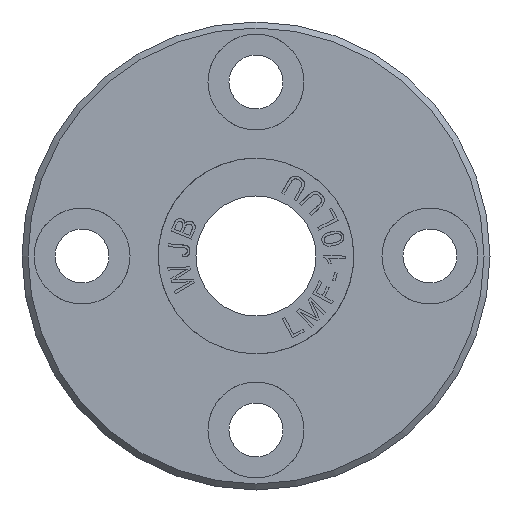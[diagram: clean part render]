
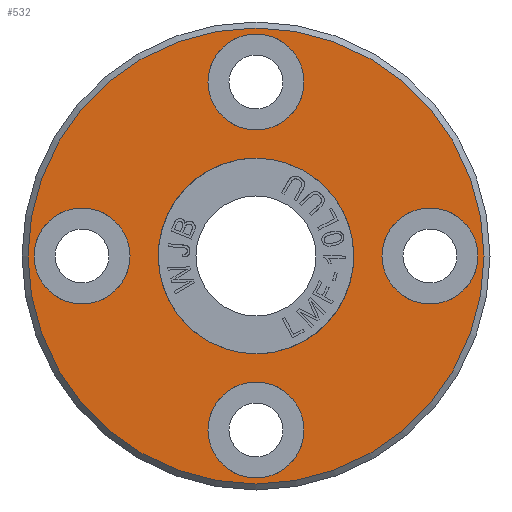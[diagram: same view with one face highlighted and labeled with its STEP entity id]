
A CAD part, left-side view. The second image highlights one B-rep face of the part: STEP entity #532.
In plain terms, the highlighted planar face has unit normal (-1, 0, 0).
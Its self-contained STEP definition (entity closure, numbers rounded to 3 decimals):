
#532=ADVANCED_FACE('',(#1610,#1611,#1612,#1613,#1614,#1615),#869,.T.);
#869=PLANE('',#6279);
#1119=CIRCLE('',#6278,19.);
#1220=B_SPLINE_CURVE_WITH_KNOTS('',3,(#9111,#9112,#9113,#9114,#9115,#9116,
#9117,#9118,#9119,#9120),.UNSPECIFIED.,.F.,.F.,(4,2,2,2,4),(0.,0.25,0.5,
0.75,1.),.UNSPECIFIED.);
#1221=B_SPLINE_CURVE_WITH_KNOTS('',3,(#9123,#9124,#9125,#9126,#9127,#9128,
#9129,#9130,#9131,#9132),.UNSPECIFIED.,.F.,.F.,(4,2,2,2,4),(0.,0.25,0.5,
0.75,1.),.UNSPECIFIED.);
#1222=B_SPLINE_CURVE_WITH_KNOTS('',3,(#9133,#9134,#9135,#9136,#9137,#9138,
#9139,#9140,#9141,#9142),.UNSPECIFIED.,.F.,.F.,(4,2,2,2,4),(0.,0.25,0.5,
0.75,1.),.UNSPECIFIED.);
#1223=B_SPLINE_CURVE_WITH_KNOTS('',3,(#9145,#9146,#9147,#9148,#9149,#9150,
#9151,#9152,#9153,#9154),.UNSPECIFIED.,.F.,.F.,(4,2,2,2,4),(0.,0.25,0.5,
0.75,1.),.UNSPECIFIED.);
#1224=B_SPLINE_CURVE_WITH_KNOTS('',3,(#9155,#9156,#9157,#9158,#9159,#9160,
#9161,#9162,#9163,#9164),.UNSPECIFIED.,.F.,.F.,(4,2,2,2,4),(0.,0.25,0.5,
0.75,1.),.UNSPECIFIED.);
#1225=B_SPLINE_CURVE_WITH_KNOTS('',3,(#9167,#9168,#9169,#9170,#9171,#9172,
#9173,#9174,#9175,#9176),.UNSPECIFIED.,.F.,.F.,(4,2,2,2,4),(0.,0.25,0.5,
0.75,1.),.UNSPECIFIED.);
#1226=B_SPLINE_CURVE_WITH_KNOTS('',3,(#9177,#9178,#9179,#9180,#9181,#9182,
#9183,#9184,#9185,#9186),.UNSPECIFIED.,.F.,.F.,(4,2,2,2,4),(0.,0.25,0.5,
0.75,1.),.UNSPECIFIED.);
#1227=B_SPLINE_CURVE_WITH_KNOTS('',3,(#9189,#9190,#9191,#9192,#9193,#9194,
#9195,#9196,#9197,#9198),.UNSPECIFIED.,.F.,.F.,(4,2,2,2,4),(0.,0.25,0.5,
0.75,1.),.UNSPECIFIED.);
#1228=B_SPLINE_CURVE_WITH_KNOTS('',3,(#9199,#9200,#9201,#9202,#9203,#9204,
#9205,#9206,#9207,#9208),.UNSPECIFIED.,.F.,.F.,(4,2,2,2,4),(0.,0.25,0.5,
0.75,1.),.UNSPECIFIED.);
#1229=B_SPLINE_CURVE_WITH_KNOTS('',3,(#9211,#9212,#9213,#9214,#9215,#9216,
#9217,#9218,#9219,#9220),.UNSPECIFIED.,.F.,.F.,(4,2,2,2,4),(0.,0.25,0.5,
0.75,1.),.UNSPECIFIED.);
#1610=FACE_BOUND('',#1721,.T.);
#1611=FACE_BOUND('',#1722,.T.);
#1612=FACE_BOUND('',#1723,.T.);
#1613=FACE_BOUND('',#1724,.T.);
#1614=FACE_BOUND('',#1725,.T.);
#1615=FACE_BOUND('',#1726,.T.);
#1721=EDGE_LOOP('',(#2350));
#1722=EDGE_LOOP('',(#2351,#2352));
#1723=EDGE_LOOP('',(#2353,#2354));
#1724=EDGE_LOOP('',(#2355,#2356));
#1725=EDGE_LOOP('',(#2357,#2358));
#1726=EDGE_LOOP('',(#2359,#2360));
#2350=ORIENTED_EDGE('',*,*,#4651,.T.);
#2351=ORIENTED_EDGE('',*,*,#4652,.T.);
#2352=ORIENTED_EDGE('',*,*,#4653,.T.);
#2353=ORIENTED_EDGE('',*,*,#4654,.F.);
#2354=ORIENTED_EDGE('',*,*,#4655,.F.);
#2355=ORIENTED_EDGE('',*,*,#4656,.F.);
#2356=ORIENTED_EDGE('',*,*,#4657,.F.);
#2357=ORIENTED_EDGE('',*,*,#4658,.F.);
#2358=ORIENTED_EDGE('',*,*,#4659,.F.);
#2359=ORIENTED_EDGE('',*,*,#4660,.F.);
#2360=ORIENTED_EDGE('',*,*,#4661,.F.);
#4062=VERTEX_POINT('',#9110);
#4063=VERTEX_POINT('',#9121);
#4064=VERTEX_POINT('',#9122);
#4065=VERTEX_POINT('',#9143);
#4066=VERTEX_POINT('',#9144);
#4067=VERTEX_POINT('',#9165);
#4068=VERTEX_POINT('',#9166);
#4069=VERTEX_POINT('',#9187);
#4070=VERTEX_POINT('',#9188);
#4071=VERTEX_POINT('',#9209);
#4072=VERTEX_POINT('',#9210);
#4651=EDGE_CURVE('',#4062,#4062,#1119,.T.);
#4652=EDGE_CURVE('',#4063,#4064,#1220,.T.);
#4653=EDGE_CURVE('',#4064,#4063,#1221,.T.);
#4654=EDGE_CURVE('',#4065,#4066,#1222,.T.);
#4655=EDGE_CURVE('',#4066,#4065,#1223,.T.);
#4656=EDGE_CURVE('',#4067,#4068,#1224,.T.);
#4657=EDGE_CURVE('',#4068,#4067,#1225,.T.);
#4658=EDGE_CURVE('',#4069,#4070,#1226,.T.);
#4659=EDGE_CURVE('',#4070,#4069,#1227,.T.);
#4660=EDGE_CURVE('',#4071,#4072,#1228,.T.);
#4661=EDGE_CURVE('',#4072,#4071,#1229,.T.);
#6278=AXIS2_PLACEMENT_3D('',#9109,#6792,#6793);
#6279=AXIS2_PLACEMENT_3D('',#9221,#6794,#6795);
#6792=DIRECTION('',(-1.,0.,0.));
#6793=DIRECTION('',(0.,0.,1.));
#6794=DIRECTION('',(-1.,0.,0.));
#6795=DIRECTION('',(0.,0.,1.));
#9109=CARTESIAN_POINT('',(0.,0.,0.));
#9110=CARTESIAN_POINT('',(0.,0.,19.));
#9111=CARTESIAN_POINT('',(0.,0.,-8.15));
#9112=CARTESIAN_POINT('',(0.,2.141,-8.15));
#9113=CARTESIAN_POINT('',(0.,4.25,-7.275));
#9114=CARTESIAN_POINT('',(0.,7.276,-4.25));
#9115=CARTESIAN_POINT('',(0.,8.15,-2.139));
#9116=CARTESIAN_POINT('',(0.,8.15,2.139));
#9117=CARTESIAN_POINT('',(0.,7.275,4.25));
#9118=CARTESIAN_POINT('',(0.,4.25,7.276));
#9119=CARTESIAN_POINT('',(0.,2.143,8.15));
#9120=CARTESIAN_POINT('',(0.,0.,8.15));
#9121=CARTESIAN_POINT('',(0.,0.,-8.15));
#9122=CARTESIAN_POINT('',(0.,0.,8.15));
#9123=CARTESIAN_POINT('',(0.,0.,8.15));
#9124=CARTESIAN_POINT('',(0.,-2.141,8.15));
#9125=CARTESIAN_POINT('',(0.,-4.25,7.275));
#9126=CARTESIAN_POINT('',(0.,-7.276,4.25));
#9127=CARTESIAN_POINT('',(0.,-8.15,2.139));
#9128=CARTESIAN_POINT('',(0.,-8.15,-2.139));
#9129=CARTESIAN_POINT('',(0.,-7.275,-4.25));
#9130=CARTESIAN_POINT('',(0.,-4.25,-7.276));
#9131=CARTESIAN_POINT('',(0.,-2.143,-8.15));
#9132=CARTESIAN_POINT('',(0.,0.,-8.15));
#9133=CARTESIAN_POINT('',(0.,10.5,0.));
#9134=CARTESIAN_POINT('',(0.,10.5,1.047));
#9135=CARTESIAN_POINT('',(0.,10.931,2.088));
#9136=CARTESIAN_POINT('',(0.,12.412,3.569));
#9137=CARTESIAN_POINT('',(0.,13.453,4.));
#9138=CARTESIAN_POINT('',(0.,15.547,4.));
#9139=CARTESIAN_POINT('',(0.,16.588,3.569));
#9140=CARTESIAN_POINT('',(0.,18.069,2.088));
#9141=CARTESIAN_POINT('',(0.,18.5,1.047));
#9142=CARTESIAN_POINT('',(0.,18.5,0.));
#9143=CARTESIAN_POINT('',(0.,10.5,0.));
#9144=CARTESIAN_POINT('',(0.,18.5,0.));
#9145=CARTESIAN_POINT('',(0.,18.5,0.));
#9146=CARTESIAN_POINT('',(0.,18.5,-1.047));
#9147=CARTESIAN_POINT('',(0.,18.069,-2.088));
#9148=CARTESIAN_POINT('',(0.,16.588,-3.569));
#9149=CARTESIAN_POINT('',(0.,15.547,-4.));
#9150=CARTESIAN_POINT('',(0.,13.453,-4.));
#9151=CARTESIAN_POINT('',(0.,12.412,-3.569));
#9152=CARTESIAN_POINT('',(0.,10.931,-2.088));
#9153=CARTESIAN_POINT('',(0.,10.5,-1.047));
#9154=CARTESIAN_POINT('',(0.,10.5,0.));
#9155=CARTESIAN_POINT('',(0.,-18.5,0.));
#9156=CARTESIAN_POINT('',(0.,-18.5,1.047));
#9157=CARTESIAN_POINT('',(0.,-18.069,2.088));
#9158=CARTESIAN_POINT('',(0.,-16.588,3.569));
#9159=CARTESIAN_POINT('',(0.,-15.547,4.));
#9160=CARTESIAN_POINT('',(0.,-13.453,4.));
#9161=CARTESIAN_POINT('',(0.,-12.412,3.569));
#9162=CARTESIAN_POINT('',(0.,-10.931,2.088));
#9163=CARTESIAN_POINT('',(0.,-10.5,1.047));
#9164=CARTESIAN_POINT('',(0.,-10.5,0.));
#9165=CARTESIAN_POINT('',(0.,-18.5,0.));
#9166=CARTESIAN_POINT('',(0.,-10.5,0.));
#9167=CARTESIAN_POINT('',(0.,-10.5,0.));
#9168=CARTESIAN_POINT('',(0.,-10.5,-1.047));
#9169=CARTESIAN_POINT('',(0.,-10.931,-2.088));
#9170=CARTESIAN_POINT('',(0.,-12.412,-3.569));
#9171=CARTESIAN_POINT('',(0.,-13.453,-4.));
#9172=CARTESIAN_POINT('',(0.,-15.547,-4.));
#9173=CARTESIAN_POINT('',(0.,-16.588,-3.569));
#9174=CARTESIAN_POINT('',(0.,-18.069,-2.088));
#9175=CARTESIAN_POINT('',(0.,-18.5,-1.047));
#9176=CARTESIAN_POINT('',(0.,-18.5,0.));
#9177=CARTESIAN_POINT('',(0.,-4.,14.5));
#9178=CARTESIAN_POINT('',(0.,-4.,15.547));
#9179=CARTESIAN_POINT('',(0.,-3.569,16.588));
#9180=CARTESIAN_POINT('',(0.,-2.088,18.069));
#9181=CARTESIAN_POINT('',(0.,-1.047,18.5));
#9182=CARTESIAN_POINT('',(0.,1.047,18.5));
#9183=CARTESIAN_POINT('',(0.,2.088,18.069));
#9184=CARTESIAN_POINT('',(0.,3.569,16.588));
#9185=CARTESIAN_POINT('',(0.,4.,15.547));
#9186=CARTESIAN_POINT('',(0.,4.,14.5));
#9187=CARTESIAN_POINT('',(0.,-4.,14.5));
#9188=CARTESIAN_POINT('',(0.,4.,14.5));
#9189=CARTESIAN_POINT('',(0.,4.,14.5));
#9190=CARTESIAN_POINT('',(0.,4.,13.453));
#9191=CARTESIAN_POINT('',(0.,3.569,12.412));
#9192=CARTESIAN_POINT('',(0.,2.088,10.931));
#9193=CARTESIAN_POINT('',(0.,1.047,10.5));
#9194=CARTESIAN_POINT('',(0.,-1.047,10.5));
#9195=CARTESIAN_POINT('',(0.,-2.088,10.931));
#9196=CARTESIAN_POINT('',(0.,-3.569,12.412));
#9197=CARTESIAN_POINT('',(0.,-4.,13.453));
#9198=CARTESIAN_POINT('',(0.,-4.,14.5));
#9199=CARTESIAN_POINT('',(0.,-4.,-14.5));
#9200=CARTESIAN_POINT('',(0.,-4.,-13.453));
#9201=CARTESIAN_POINT('',(0.,-3.569,-12.412));
#9202=CARTESIAN_POINT('',(0.,-2.088,-10.931));
#9203=CARTESIAN_POINT('',(0.,-1.047,-10.5));
#9204=CARTESIAN_POINT('',(0.,1.047,-10.5));
#9205=CARTESIAN_POINT('',(0.,2.088,-10.931));
#9206=CARTESIAN_POINT('',(0.,3.569,-12.412));
#9207=CARTESIAN_POINT('',(0.,4.,-13.453));
#9208=CARTESIAN_POINT('',(0.,4.,-14.5));
#9209=CARTESIAN_POINT('',(0.,-4.,-14.5));
#9210=CARTESIAN_POINT('',(0.,4.,-14.5));
#9211=CARTESIAN_POINT('',(0.,4.,-14.5));
#9212=CARTESIAN_POINT('',(0.,4.,-15.547));
#9213=CARTESIAN_POINT('',(0.,3.569,-16.588));
#9214=CARTESIAN_POINT('',(0.,2.088,-18.069));
#9215=CARTESIAN_POINT('',(0.,1.047,-18.5));
#9216=CARTESIAN_POINT('',(0.,-1.047,-18.5));
#9217=CARTESIAN_POINT('',(0.,-2.088,-18.069));
#9218=CARTESIAN_POINT('',(0.,-3.569,-16.588));
#9219=CARTESIAN_POINT('',(0.,-4.,-15.547));
#9220=CARTESIAN_POINT('',(0.,-4.,-14.5));
#9221=CARTESIAN_POINT('',(0.,-19.38,-19.));
